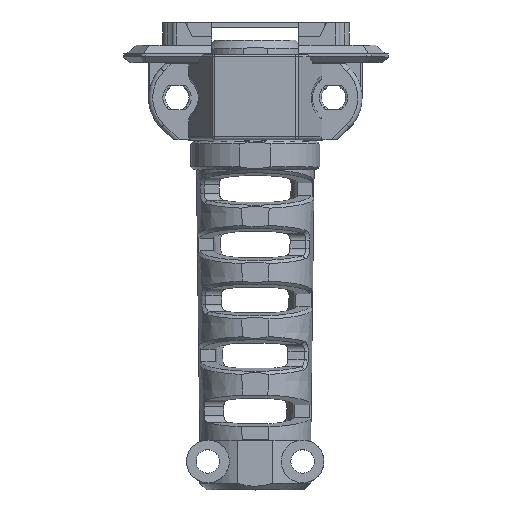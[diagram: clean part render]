
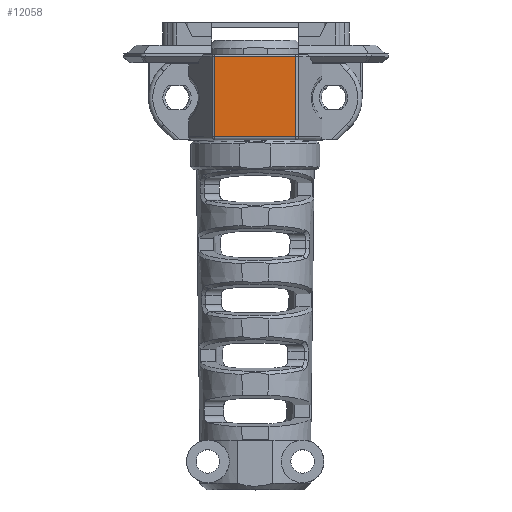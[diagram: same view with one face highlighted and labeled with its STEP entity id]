
A CAD part, top view. The second image highlights one B-rep face of the part: STEP entity #12058.
In plain terms, the highlighted face is planar.
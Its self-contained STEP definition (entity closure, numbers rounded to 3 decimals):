
#1605=FACE_OUTER_BOUND('',#2291,.T.);
#2291=EDGE_LOOP('',(#9916,#9917,#9918,#9919));
#3301=LINE('',#23400,#4123);
#3304=LINE('',#23434,#4126);
#3306=LINE('',#23440,#4128);
#3307=LINE('',#23441,#4129);
#4123=VECTOR('',#14766,10.);
#4126=VECTOR('',#14781,10.);
#4128=VECTOR('',#14787,10.);
#4129=VECTOR('',#14788,10.);
#5284=VERTEX_POINT('',#23390);
#5286=VERTEX_POINT('',#23396);
#5292=VERTEX_POINT('',#23433);
#5294=VERTEX_POINT('',#23439);
#6894=EDGE_CURVE('',#5284,#5286,#3301,.T.);
#6901=EDGE_CURVE('',#5286,#5292,#3304,.T.);
#6904=EDGE_CURVE('',#5294,#5284,#3306,.T.);
#6905=EDGE_CURVE('',#5292,#5294,#3307,.T.);
#9916=ORIENTED_EDGE('',*,*,#6894,.F.);
#9917=ORIENTED_EDGE('',*,*,#6904,.F.);
#9918=ORIENTED_EDGE('',*,*,#6905,.F.);
#9919=ORIENTED_EDGE('',*,*,#6901,.F.);
#11532=PLANE('',#12867);
#12058=ADVANCED_FACE('',(#1605),#11532,.T.);
#12867=AXIS2_PLACEMENT_3D('',#23438,#14785,#14786);
#14766=DIRECTION('',(1.,0.,0.017));
#14781=DIRECTION('',(-0.017,0.,1.));
#14785=DIRECTION('center_axis',(0.,1.,0.));
#14786=DIRECTION('ref_axis',(1.,0.,0.017));
#14787=DIRECTION('',(0.017,0.,-1.));
#14788=DIRECTION('',(-1.,0.,-0.017));
#23390=CARTESIAN_POINT('',(-5.661,9.295,2.8));
#23396=CARTESIAN_POINT('',(5.769,9.295,2.999));
#23400=CARTESIAN_POINT('',(-2.919,9.295,2.848));
#23433=CARTESIAN_POINT('',(5.572,9.295,14.256));
#23434=CARTESIAN_POINT('',(5.659,9.295,9.321));
#23438=CARTESIAN_POINT('Origin',(-5.909,9.295,3.784));
#23439=CARTESIAN_POINT('',(-5.857,9.295,14.056));
#23440=CARTESIAN_POINT('',(-5.771,9.295,9.122));
#23441=CARTESIAN_POINT('',(-8.265,9.295,14.014));
